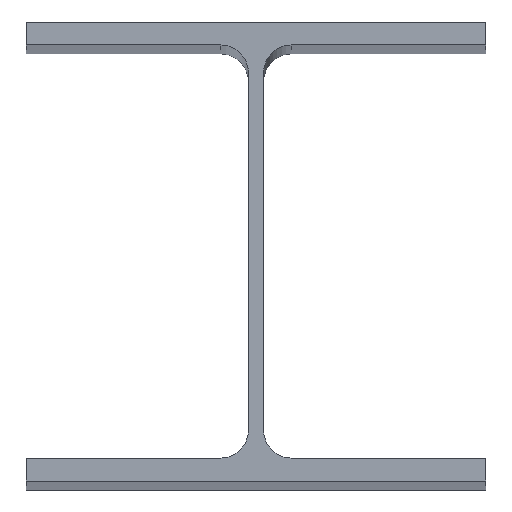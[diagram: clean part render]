
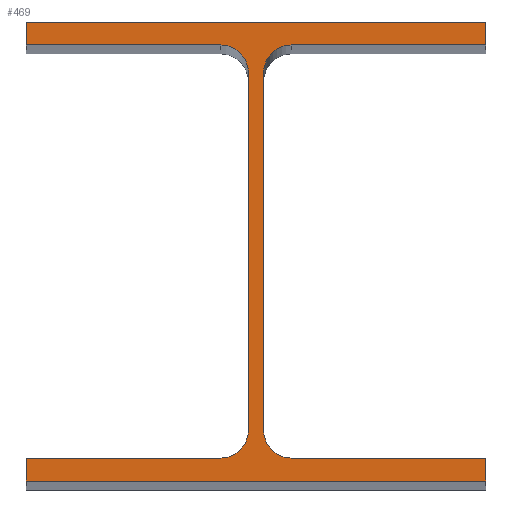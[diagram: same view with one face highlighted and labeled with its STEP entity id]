
A CAD part, top view. The second image highlights one B-rep face of the part: STEP entity #469.
In plain terms, the highlighted planar face has unit normal (0, 0, 1).
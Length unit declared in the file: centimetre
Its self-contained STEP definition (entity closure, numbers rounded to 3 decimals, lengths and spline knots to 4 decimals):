
#1 = VERTEX_POINT ( 'NONE', #229 ) ;
#3 = DIRECTION ( 'NONE',  ( 0., -1., 0. ) ) ;
#13 = EDGE_LOOP ( 'NONE', ( #148, #608, #72, #302, #444, #132, #316, #53, #60, #344, #335, #166, #140, #539, #564, #433 ) ) ;
#14 = CARTESIAN_POINT ( 'NONE',  ( -2.3, 11.7, 336. ) ) ;
#19 = EDGE_CURVE ( 'NONE', #606, #618, #348, .T. ) ;
#21 = VERTEX_POINT ( 'NONE', #188 ) ;
#34 = CARTESIAN_POINT ( 'NONE',  ( 0., 0., 336. ) ) ;
#39 = CARTESIAN_POINT ( 'NONE',  ( -7.5, -13.5, 336. ) ) ;
#43 = VECTOR ( 'NONE', #3, 100. ) ;
#44 = CARTESIAN_POINT ( 'NONE',  ( 15., -13.5, 336. ) ) ;
#52 = CARTESIAN_POINT ( 'NONE',  ( -15., -13.5, 336. ) ) ;
#53 = ORIENTED_EDGE ( 'NONE', *, *, #552, .F. ) ;
#54 = VECTOR ( 'NONE', #383, 100. ) ;
#60 = ORIENTED_EDGE ( 'NONE', *, *, #80, .F. ) ;
#66 = CARTESIAN_POINT ( 'NONE',  ( 0.5, 5.85, 336. ) ) ;
#71 = CARTESIAN_POINT ( 'NONE',  ( 0.5, -11.7, 336. ) ) ;
#72 = ORIENTED_EDGE ( 'NONE', *, *, #441, .F. ) ;
#74 = DIRECTION ( 'NONE',  ( 1., 0., 0. ) ) ;
#79 = CARTESIAN_POINT ( 'NONE',  ( -2.3, 13.5, 336. ) ) ;
#80 = EDGE_CURVE ( 'NONE', #614, #260, #174, .T. ) ;
#82 = CARTESIAN_POINT ( 'NONE',  ( -2.3, -11.7, 336. ) ) ;
#83 = LINE ( 'NONE', #120, #505 ) ;
#84 = AXIS2_PLACEMENT_3D ( 'NONE', #34, #173, #133 ) ;
#90 = CARTESIAN_POINT ( 'NONE',  ( -15., -7.5, 336. ) ) ;
#92 = VERTEX_POINT ( 'NONE', #579 ) ;
#109 = CARTESIAN_POINT ( 'NONE',  ( 2.3, 11.7, 336. ) ) ;
#110 = VERTEX_POINT ( 'NONE', #79 ) ;
#119 = EDGE_CURVE ( 'NONE', #618, #206, #629, .T. ) ;
#120 = CARTESIAN_POINT ( 'NONE',  ( -15., 6.75, 336. ) ) ;
#129 = EDGE_CURVE ( 'NONE', #186, #606, #574, .T. ) ;
#132 = ORIENTED_EDGE ( 'NONE', *, *, #129, .F. ) ;
#133 = DIRECTION ( 'NONE',  ( 1., 0., 0. ) ) ;
#140 = ORIENTED_EDGE ( 'NONE', *, *, #436, .F. ) ;
#145 = DIRECTION ( 'NONE',  ( 0., 1., 0. ) ) ;
#147 = CARTESIAN_POINT ( 'NONE',  ( -0.5, 11.7, 336. ) ) ;
#148 = ORIENTED_EDGE ( 'NONE', *, *, #526, .F. ) ;
#153 = EDGE_CURVE ( 'NONE', #1, #402, #333, .T. ) ;
#157 = AXIS2_PLACEMENT_3D ( 'NONE', #82, #475, #627 ) ;
#158 = EDGE_CURVE ( 'NONE', #92, #1, #496, .T. ) ;
#162 = DIRECTION ( 'NONE',  ( 0., 0., 1. ) ) ;
#166 = ORIENTED_EDGE ( 'NONE', *, *, #374, .F. ) ;
#167 = FACE_OUTER_BOUND ( 'NONE', #13, .T. ) ;
#172 = VERTEX_POINT ( 'NONE', #446 ) ;
#173 = DIRECTION ( 'NONE',  ( 0., 0., 1. ) ) ;
#174 = LINE ( 'NONE', #227, #230 ) ;
#181 = VECTOR ( 'NONE', #620, 100. ) ;
#184 = PLANE ( 'NONE',  #84 ) ;
#186 = VERTEX_POINT ( 'NONE', #52 ) ;
#188 = CARTESIAN_POINT ( 'NONE',  ( 2.3, -13.5, 336. ) ) ;
#189 = VECTOR ( 'NONE', #74, 100. ) ;
#206 = VERTEX_POINT ( 'NONE', #147 ) ;
#207 = CARTESIAN_POINT ( 'NONE',  ( 15., 13.5, 336. ) ) ;
#214 = CARTESIAN_POINT ( 'NONE',  ( 2.3, -11.7, 336. ) ) ;
#222 = LINE ( 'NONE', #421, #181 ) ;
#227 = CARTESIAN_POINT ( 'NONE',  ( 15., -6.75, 336. ) ) ;
#229 = CARTESIAN_POINT ( 'NONE',  ( 15., 15., 336. ) ) ;
#230 = VECTOR ( 'NONE', #522, 100. ) ;
#237 = EDGE_CURVE ( 'NONE', #21, #614, #591, .T. ) ;
#243 = VECTOR ( 'NONE', #145, 100. ) ;
#245 = VERTEX_POINT ( 'NONE', #395 ) ;
#248 = CARTESIAN_POINT ( 'NONE',  ( -7.5, 15., 336. ) ) ;
#260 = VERTEX_POINT ( 'NONE', #449 ) ;
#266 = LINE ( 'NONE', #66, #462 ) ;
#268 = DIRECTION ( 'NONE',  ( 0., -1., 0. ) ) ;
#273 = CIRCLE ( 'NONE', #472, 1.8 ) ;
#282 = VECTOR ( 'NONE', #624, 100. ) ;
#284 = CARTESIAN_POINT ( 'NONE',  ( -15., 13.5, 336. ) ) ;
#296 = CARTESIAN_POINT ( 'NONE',  ( 15., 7.5, 336. ) ) ;
#302 = ORIENTED_EDGE ( 'NONE', *, *, #119, .F. ) ;
#309 = DIRECTION ( 'NONE',  ( 0., 0., 1. ) ) ;
#316 = ORIENTED_EDGE ( 'NONE', *, *, #631, .F. ) ;
#325 = DIRECTION ( 'NONE',  ( 0., 1., 0. ) ) ;
#331 = CARTESIAN_POINT ( 'NONE',  ( 1.15, -13.5, 336. ) ) ;
#333 = LINE ( 'NONE', #296, #43 ) ;
#335 = ORIENTED_EDGE ( 'NONE', *, *, #432, .F. ) ;
#339 = CIRCLE ( 'NONE', #453, 1.8 ) ;
#344 = ORIENTED_EDGE ( 'NONE', *, *, #237, .F. ) ;
#348 = CIRCLE ( 'NONE', #157, 1.8 ) ;
#370 = AXIS2_PLACEMENT_3D ( 'NONE', #109, #162, #410 ) ;
#374 = EDGE_CURVE ( 'NONE', #172, #387, #266, .T. ) ;
#381 = CARTESIAN_POINT ( 'NONE',  ( -0.5, -11.7, 336. ) ) ;
#383 = DIRECTION ( 'NONE',  ( 1., 0., 0. ) ) ;
#385 = CARTESIAN_POINT ( 'NONE',  ( -2.3, -13.5, 336. ) ) ;
#387 = VERTEX_POINT ( 'NONE', #71 ) ;
#395 = CARTESIAN_POINT ( 'NONE',  ( 2.3, 13.5, 336. ) ) ;
#402 = VERTEX_POINT ( 'NONE', #207 ) ;
#406 = EDGE_CURVE ( 'NONE', #402, #245, #557, .T. ) ;
#410 = DIRECTION ( 'NONE',  ( 0., -1., 0. ) ) ;
#418 = VECTOR ( 'NONE', #458, 100. ) ;
#421 = CARTESIAN_POINT ( 'NONE',  ( -1.15, 13.5, 336. ) ) ;
#432 = EDGE_CURVE ( 'NONE', #387, #21, #339, .T. ) ;
#433 = ORIENTED_EDGE ( 'NONE', *, *, #158, .F. ) ;
#436 = EDGE_CURVE ( 'NONE', #245, #172, #483, .T. ) ;
#441 = EDGE_CURVE ( 'NONE', #206, #110, #273, .T. ) ;
#444 = ORIENTED_EDGE ( 'NONE', *, *, #19, .F. ) ;
#446 = CARTESIAN_POINT ( 'NONE',  ( 0.5, 11.7, 336. ) ) ;
#449 = CARTESIAN_POINT ( 'NONE',  ( 15., -15., 336. ) ) ;
#453 = AXIS2_PLACEMENT_3D ( 'NONE', #214, #613, #518 ) ;
#458 = DIRECTION ( 'NONE',  ( -1., 0., 0. ) ) ;
#462 = VECTOR ( 'NONE', #268, 100. ) ;
#465 = CARTESIAN_POINT ( 'NONE',  ( 7.5, 13.5, 336. ) ) ;
#469 = ADVANCED_FACE ( 'NONE', ( #167 ), #184, .T. ) ;
#471 = LINE ( 'NONE', #617, #534 ) ;
#472 = AXIS2_PLACEMENT_3D ( 'NONE', #14, #309, #509 ) ;
#475 = DIRECTION ( 'NONE',  ( 0., 0., 1. ) ) ;
#481 = VECTOR ( 'NONE', #500, 100. ) ;
#483 = CIRCLE ( 'NONE', #370, 1.8 ) ;
#484 = LINE ( 'NONE', #90, #243 ) ;
#496 = LINE ( 'NONE', #248, #54 ) ;
#500 = DIRECTION ( 'NONE',  ( 1., 0., 0. ) ) ;
#501 = VERTEX_POINT ( 'NONE', #570 ) ;
#505 = VECTOR ( 'NONE', #325, 100. ) ;
#509 = DIRECTION ( 'NONE',  ( -1., 0., 0. ) ) ;
#518 = DIRECTION ( 'NONE',  ( 1., 0., 0. ) ) ;
#522 = DIRECTION ( 'NONE',  ( 0., -1., 0. ) ) ;
#526 = EDGE_CURVE ( 'NONE', #542, #92, #83, .T. ) ;
#534 = VECTOR ( 'NONE', #572, 100. ) ;
#539 = ORIENTED_EDGE ( 'NONE', *, *, #406, .F. ) ;
#542 = VERTEX_POINT ( 'NONE', #284 ) ;
#552 = EDGE_CURVE ( 'NONE', #260, #501, #471, .T. ) ;
#557 = LINE ( 'NONE', #465, #418 ) ;
#564 = ORIENTED_EDGE ( 'NONE', *, *, #153, .F. ) ;
#570 = CARTESIAN_POINT ( 'NONE',  ( -15., -15., 336. ) ) ;
#572 = DIRECTION ( 'NONE',  ( -1., 0., 0. ) ) ;
#573 = EDGE_CURVE ( 'NONE', #110, #542, #222, .T. ) ;
#574 = LINE ( 'NONE', #39, #189 ) ;
#577 = CARTESIAN_POINT ( 'NONE',  ( -0.5, -5.85, 336. ) ) ;
#579 = CARTESIAN_POINT ( 'NONE',  ( -15., 15., 336. ) ) ;
#591 = LINE ( 'NONE', #331, #481 ) ;
#606 = VERTEX_POINT ( 'NONE', #385 ) ;
#608 = ORIENTED_EDGE ( 'NONE', *, *, #573, .F. ) ;
#613 = DIRECTION ( 'NONE',  ( 0., 0., 1. ) ) ;
#614 = VERTEX_POINT ( 'NONE', #44 ) ;
#617 = CARTESIAN_POINT ( 'NONE',  ( 7.5, -15., 336. ) ) ;
#618 = VERTEX_POINT ( 'NONE', #381 ) ;
#620 = DIRECTION ( 'NONE',  ( -1., 0., 0. ) ) ;
#624 = DIRECTION ( 'NONE',  ( 0., 1., 0. ) ) ;
#627 = DIRECTION ( 'NONE',  ( 0., 1., 0. ) ) ;
#629 = LINE ( 'NONE', #577, #282 ) ;
#631 = EDGE_CURVE ( 'NONE', #501, #186, #484, .T. ) ;
